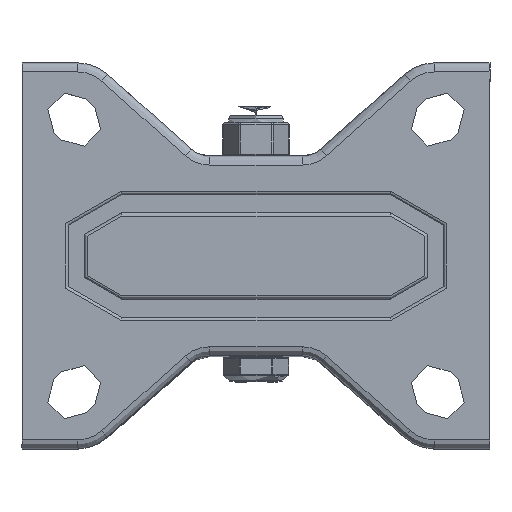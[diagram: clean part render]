
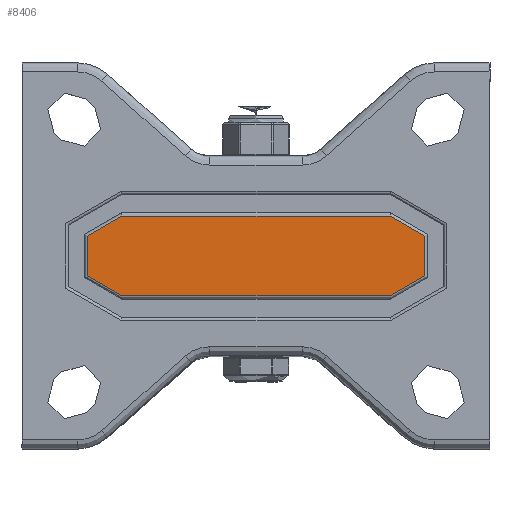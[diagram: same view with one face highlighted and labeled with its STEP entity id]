
A CAD part, top view. The second image highlights one B-rep face of the part: STEP entity #8406.
In plain terms, the highlighted planar face has unit normal (0, 0, 1).
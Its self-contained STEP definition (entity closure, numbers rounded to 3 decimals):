
#360=PLANE('',#9169);
#873=FACE_OUTER_BOUND('',#1408,.T.);
#1408=EDGE_LOOP('',(#6045,#6046,#6047,#6048));
#1997=LINE('',#13178,#2589);
#1999=LINE('',#13189,#2591);
#2589=VECTOR('',#10325,1000.);
#2591=VECTOR('',#10339,1000.);
#3163=CIRCLE('',#9090,8.75);
#3169=CIRCLE('',#9098,8.75);
#3710=VERTEX_POINT('',#13168);
#3711=VERTEX_POINT('',#13169);
#3714=VERTEX_POINT('',#13177);
#3717=VERTEX_POINT('',#13185);
#4524=EDGE_CURVE('',#3710,#3711,#3163,.T.);
#4528=EDGE_CURVE('',#3711,#3714,#1997,.T.);
#4532=EDGE_CURVE('',#3714,#3717,#3169,.T.);
#4534=EDGE_CURVE('',#3717,#3710,#1999,.T.);
#6045=ORIENTED_EDGE('',*,*,#4534,.F.);
#6046=ORIENTED_EDGE('',*,*,#4532,.F.);
#6047=ORIENTED_EDGE('',*,*,#4528,.F.);
#6048=ORIENTED_EDGE('',*,*,#4524,.F.);
#8406=ADVANCED_FACE('',(#873),#360,.T.);
#9090=AXIS2_PLACEMENT_3D('',#13170,#10315,#10316);
#9098=AXIS2_PLACEMENT_3D('',#13186,#10333,#10334);
#9169=AXIS2_PLACEMENT_3D('',#13725,#10559,#10560);
#10315=DIRECTION('center_axis',(0.,0.,-1.));
#10316=DIRECTION('ref_axis',(-1.,0.,0.));
#10325=DIRECTION('',(1.,0.,0.));
#10333=DIRECTION('center_axis',(0.,0.,-1.));
#10334=DIRECTION('ref_axis',(1.,0.,0.));
#10339=DIRECTION('',(-1.,0.,0.));
#10559=DIRECTION('center_axis',(0.,0.,1.));
#10560=DIRECTION('ref_axis',(1.,0.,0.));
#13168=CARTESIAN_POINT('',(-29.5,-8.75,0.));
#13169=CARTESIAN_POINT('',(-29.5,8.75,0.));
#13170=CARTESIAN_POINT('Origin',(-29.5,0.,0.));
#13177=CARTESIAN_POINT('',(29.5,8.75,0.));
#13178=CARTESIAN_POINT('',(0.,8.75,0.));
#13185=CARTESIAN_POINT('',(29.5,-8.75,0.));
#13186=CARTESIAN_POINT('Origin',(29.5,0.,0.));
#13189=CARTESIAN_POINT('',(0.,-8.75,0.));
#13725=CARTESIAN_POINT('Origin',(0.,0.,0.));
